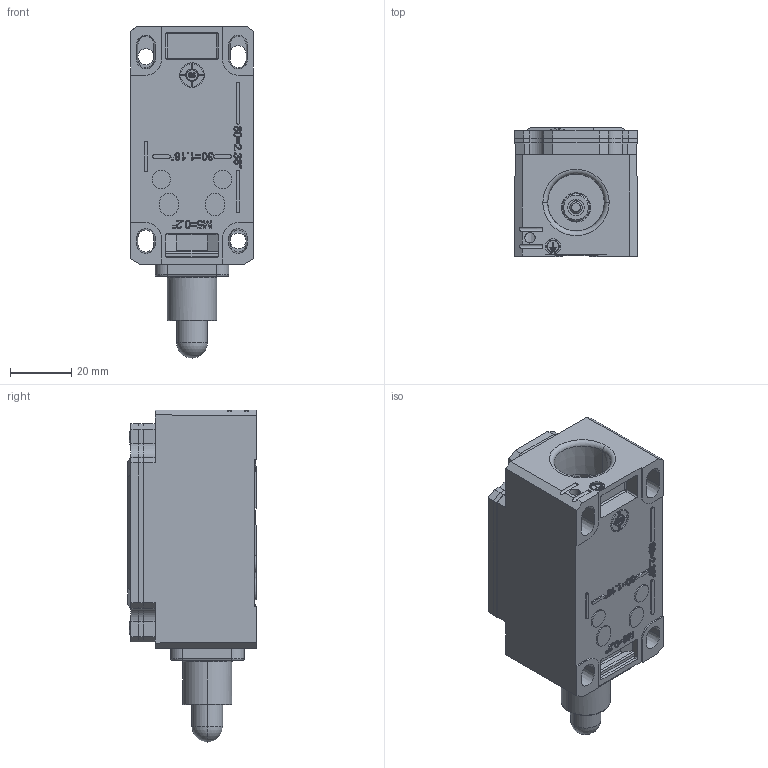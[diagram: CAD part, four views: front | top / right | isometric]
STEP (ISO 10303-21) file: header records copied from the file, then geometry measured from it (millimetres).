
FILE_DESCRIPTION((''),'2;1');
FILE_NAME('212887_ASM','2019-11-14T09:19:38',('pdmadmin'),('BANNER ENGINEERING'),'CREO PARAMETRIC BY PTC INC, 2018300','CREO PARAMETRIC BY PTC INC, 2018300','');
FILE_SCHEMA(('CONFIG_CONTROL_DESIGN'));
Length unit declared in the file: millimetre
Products named in the file (17): SI-LM40PBX_BODY; SI-LM40PBX_CVR_GSKT; SI-LM40PBX_CVR; SI-LM40PBX_CVR_SCREW; SI-LM40PBX_CVR_LABEL; SI-LM40PBX_BODY_ASM; SI-LM40PBX_ACC_BODY; SI-LM40PBX_ACC_PRT001; SI-LM40PBX_ACC_PRT002; SI-LM40PBX_ACC_PRT003; SI-LM40PBX_ACC_PRT004; SI-LM40PBX_ACC_BODY_SUB_ASM_ASM; SI-LM40PBX_ACC_ORING; SI-LM40PBX_ACC_SCREW; SI-LM40PBX_ACCUATOR_ASM; 93038---SI-LM40PBD_ASM; 212887_ASM
Assembly tree (20 placements, depth 5):
  212887_ASM
    93038---SI-LM40PBD_ASM
      SI-LM40PBX_BODY_ASM
        SI-LM40PBX_BODY
        SI-LM40PBX_CVR_GSKT
        SI-LM40PBX_CVR
        SI-LM40PBX_CVR_SCREW  x2
        SI-LM40PBX_CVR_LABEL
      SI-LM40PBX_ACCUATOR_ASM
        SI-LM40PBX_ACC_BODY_SUB_ASM_ASM
          SI-LM40PBX_ACC_BODY
          SI-LM40PBX_ACC_PRT001
          SI-LM40PBX_ACC_PRT002
          SI-LM40PBX_ACC_PRT003
          SI-LM40PBX_ACC_PRT004
        SI-LM40PBX_ACC_ORING
        SI-LM40PBX_ACC_SCREW  x4
Bounding box: 40 x 42 x 108.1 mm (x, y, z)
Volume: 53628.1 mm3; surface area: 46090 mm2
Topology: 16 solids, 18 shells, 1670 faces, 4345 edges, 2750 vertices
Faces by surface type: plane 817, extrusion 315, cylinder 302, cone 124, torus 66, sphere 42, bspline 4
Entity records: 47259 total; most frequent: CARTESIAN_POINT 11856, ORIENTED_EDGE 7582, DIRECTION 6552, EDGE_CURVE 3793, VERTEX_POINT 2464, VECTOR 2410, LINE 2095, AXIS2_PLACEMENT_3D 2071
